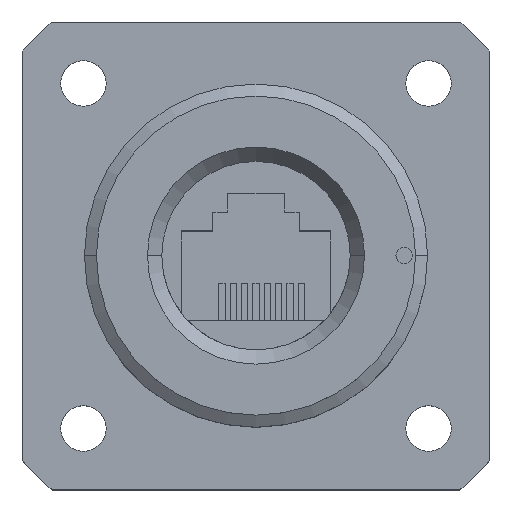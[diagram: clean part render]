
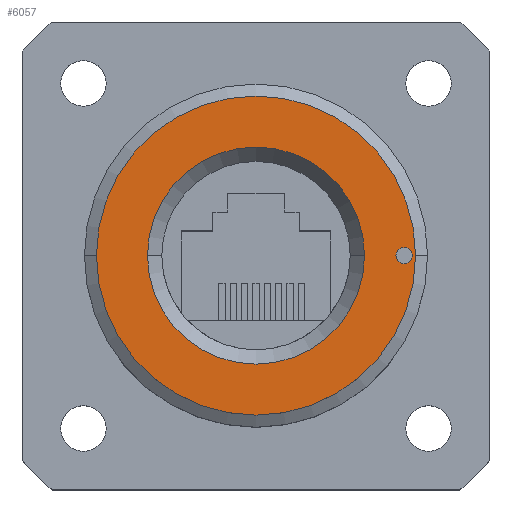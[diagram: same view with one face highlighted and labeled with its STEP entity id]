
A CAD part, top view. The second image highlights one B-rep face of the part: STEP entity #6057.
In plain terms, the highlighted planar face has unit normal (0, 0, 1).
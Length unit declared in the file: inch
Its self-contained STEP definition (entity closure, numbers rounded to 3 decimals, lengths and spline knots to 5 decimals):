
#75 = CARTESIAN_POINT ( 'NONE',  ( 0., 0., 0. ) ) ;
#76 = DIRECTION ( 'NONE',  ( 0., 0., -1. ) ) ;
#79 = DIRECTION ( 'NONE',  ( 1., 0., 0. ) ) ;
#109 = DIRECTION ( 'NONE',  ( 1., 0., 0. ) ) ;
#110 = DIRECTION ( 'NONE',  ( 0., 0., 1. ) ) ;
#111 = CARTESIAN_POINT ( 'NONE',  ( 0., 0., 0. ) ) ;
#1362 = AXIS2_PLACEMENT_3D ( 'NONE', #4056, #4058, #4059 ) ;
#1925 = EDGE_CURVE ( 'NONE', #2334, #2568, #2323, .T. ) ;
#2003 = EDGE_CURVE ( 'NONE', #2278, #2300, #2582, .T. ) ;
#2037 = EDGE_CURVE ( 'NONE', #2462, #2787, #5200, .T. ) ;
#2175 = EDGE_CURVE ( 'NONE', #2787, #2462, #4935, .T. ) ;
#2208 = EDGE_CURVE ( 'NONE', #2300, #2278, #4892, .T. ) ;
#2209 = EDGE_CURVE ( 'NONE', #2568, #2334, #4881, .T. ) ;
#2278 = VERTEX_POINT ( 'NONE', #4557 ) ;
#2300 = VERTEX_POINT ( 'NONE', #4430 ) ;
#2323 = CIRCLE ( 'NONE', #8719, 0.334 ) ;
#2334 = VERTEX_POINT ( 'NONE', #4472 ) ;
#2462 = VERTEX_POINT ( 'NONE', #3242 ) ;
#2568 = VERTEX_POINT ( 'NONE', #3243 ) ;
#2582 = CIRCLE ( 'NONE', #8664, 0.491 ) ;
#2787 = VERTEX_POINT ( 'NONE', #7298 ) ;
#3242 = CARTESIAN_POINT ( 'NONE',  ( 0.43068, 0., 0. ) ) ;
#3243 = CARTESIAN_POINT ( 'NONE',  ( -0.334, 0., 0. ) ) ;
#4049 = PLANE ( 'NONE',  #1362 ) ;
#4056 = CARTESIAN_POINT ( 'NONE',  ( 0., 0., 0. ) ) ;
#4058 = DIRECTION ( 'NONE',  ( 0., 0., 1. ) ) ;
#4059 = DIRECTION ( 'NONE',  ( 1., 0., 0. ) ) ;
#4430 = CARTESIAN_POINT ( 'NONE',  ( -0.491, 0., 0. ) ) ;
#4472 = CARTESIAN_POINT ( 'NONE',  ( 0.334, 0., 0. ) ) ;
#4557 = CARTESIAN_POINT ( 'NONE',  ( 0.491, 0., 0. ) ) ;
#4881 = CIRCLE ( 'NONE', #8617, 0.334 ) ;
#4892 = CIRCLE ( 'NONE', #8616, 0.491 ) ;
#4935 = CIRCLE ( 'NONE', #8643, 0.025 ) ;
#5200 = CIRCLE ( 'NONE', #8672, 0.025 ) ;
#6057 = ADVANCED_FACE ( 'NONE', ( #9236, #9267, #9251 ), #4049, .T. ) ;
#7298 = CARTESIAN_POINT ( 'NONE',  ( 0.48068, 0., 0. ) ) ;
#7464 = ORIENTED_EDGE ( 'NONE', *, *, #2208, .T. ) ;
#7620 = ORIENTED_EDGE ( 'NONE', *, *, #1925, .T. ) ;
#7621 = ORIENTED_EDGE ( 'NONE', *, *, #2209, .T. ) ;
#7626 = ORIENTED_EDGE ( 'NONE', *, *, #2003, .T. ) ;
#7632 = ORIENTED_EDGE ( 'NONE', *, *, #2037, .F. ) ;
#7725 = ORIENTED_EDGE ( 'NONE', *, *, #2175, .F. ) ;
#7751 = EDGE_LOOP ( 'NONE', ( #7725, #7632 ) ) ;
#7771 = EDGE_LOOP ( 'NONE', ( #7620, #7621 ) ) ;
#7802 = EDGE_LOOP ( 'NONE', ( #7626, #7464 ) ) ;
#8616 = AXIS2_PLACEMENT_3D ( 'NONE', #9596, #9603, #9611 ) ;
#8617 = AXIS2_PLACEMENT_3D ( 'NONE', #9627, #9630, #9631 ) ;
#8643 = AXIS2_PLACEMENT_3D ( 'NONE', #9760, #9719, #9697 ) ;
#8664 = AXIS2_PLACEMENT_3D ( 'NONE', #111, #110, #109 ) ;
#8672 = AXIS2_PLACEMENT_3D ( 'NONE', #9656, #9659, #9662 ) ;
#8719 = AXIS2_PLACEMENT_3D ( 'NONE', #75, #76, #79 ) ;
#9236 = FACE_BOUND ( 'NONE', #7751, .T. ) ;
#9251 = FACE_OUTER_BOUND ( 'NONE', #7802, .T. ) ;
#9267 = FACE_BOUND ( 'NONE', #7771, .T. ) ;
#9596 = CARTESIAN_POINT ( 'NONE',  ( 0., 0., 0. ) ) ;
#9603 = DIRECTION ( 'NONE',  ( 0., 0., 1. ) ) ;
#9611 = DIRECTION ( 'NONE',  ( 1., 0., 0. ) ) ;
#9627 = CARTESIAN_POINT ( 'NONE',  ( 0., 0., 0. ) ) ;
#9630 = DIRECTION ( 'NONE',  ( 0., 0., -1. ) ) ;
#9631 = DIRECTION ( 'NONE',  ( 1., 0., 0. ) ) ;
#9656 = CARTESIAN_POINT ( 'NONE',  ( 0.45568, 0., 0. ) ) ;
#9659 = DIRECTION ( 'NONE',  ( 0., 0., 1. ) ) ;
#9662 = DIRECTION ( 'NONE',  ( 1., 0., 0. ) ) ;
#9697 = DIRECTION ( 'NONE',  ( 1., 0., 0. ) ) ;
#9719 = DIRECTION ( 'NONE',  ( 0., 0., 1. ) ) ;
#9760 = CARTESIAN_POINT ( 'NONE',  ( 0.45568, 0., 0. ) ) ;
